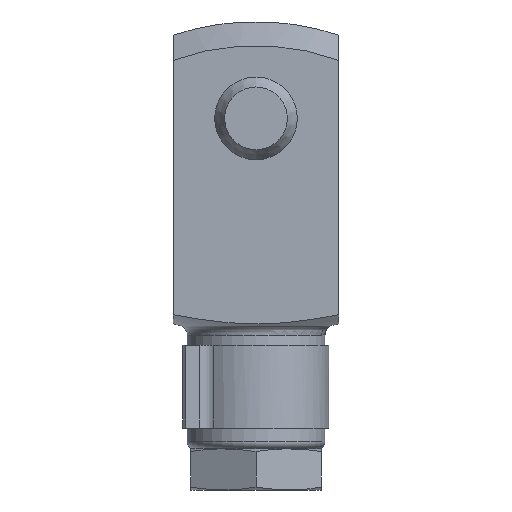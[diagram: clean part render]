
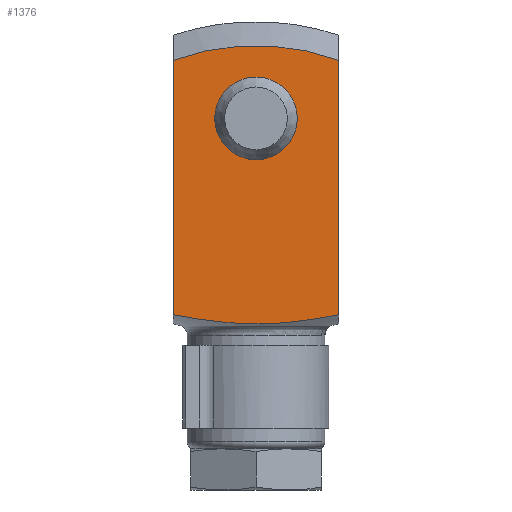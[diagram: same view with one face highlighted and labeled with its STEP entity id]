
A CAD part, left-side view. The second image highlights one B-rep face of the part: STEP entity #1376.
In plain terms, the highlighted face is planar.
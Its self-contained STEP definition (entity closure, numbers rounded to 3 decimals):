
#78=B_SPLINE_CURVE_WITH_KNOTS('',3,(#2114,#2115,#2116,#2117,#2118,#2119,
#2120,#2121),.UNSPECIFIED.,.F.,.F.,(4,1,1,1,1,4),(0.025,0.031,
0.037,0.04,0.043,0.049),
 .UNSPECIFIED.);
#113=LINE('',#2112,#216);
#114=LINE('',#2123,#217);
#216=VECTOR('',#1690,1000.);
#217=VECTOR('',#1691,1000.);
#328=ORIENTED_EDGE('',*,*,#718,.T.);
#329=ORIENTED_EDGE('',*,*,#719,.F.);
#330=ORIENTED_EDGE('',*,*,#720,.F.);
#331=ORIENTED_EDGE('',*,*,#721,.T.);
#332=ORIENTED_EDGE('',*,*,#722,.F.);
#718=EDGE_CURVE('',#913,#913,#1037,.F.);
#719=EDGE_CURVE('',#914,#915,#1038,.F.);
#720=EDGE_CURVE('',#916,#914,#113,.T.);
#721=EDGE_CURVE('',#916,#917,#78,.T.);
#722=EDGE_CURVE('',#915,#917,#114,.T.);
#913=VERTEX_POINT('',#2108);
#914=VERTEX_POINT('',#2110);
#915=VERTEX_POINT('',#2111);
#916=VERTEX_POINT('',#2113);
#917=VERTEX_POINT('',#2122);
#1037=CIRCLE('',#1511,6.);
#1038=CIRCLE('',#1512,34.578);
#1098=EDGE_LOOP('',(#328));
#1099=EDGE_LOOP('',(#329,#330,#331,#332));
#1214=FACE_BOUND('',#1098,.T.);
#1215=FACE_BOUND('',#1099,.T.);
#1327=PLANE('',#1510);
#1376=ADVANCED_FACE('',(#1214,#1215),#1327,.T.);
#1510=AXIS2_PLACEMENT_3D('',#2106,#1684,#1685);
#1511=AXIS2_PLACEMENT_3D('',#2107,#1686,#1687);
#1512=AXIS2_PLACEMENT_3D('',#2109,#1688,#1689);
#1684=DIRECTION('',(1.,0.,0.));
#1685=DIRECTION('',(0.,0.,-1.));
#1686=DIRECTION('',(1.,0.,0.));
#1687=DIRECTION('',(0.,0.,-1.));
#1688=DIRECTION('',(1.,0.,0.));
#1689=DIRECTION('',(0.,0.,-1.));
#1690=DIRECTION('',(0.,0.,1.));
#1691=DIRECTION('',(0.,0.,-1.));
#2106=CARTESIAN_POINT('',(12.,25.,-48.));
#2107=CARTESIAN_POINT('',(12.,0.,0.));
#2108=CARTESIAN_POINT('',(12.,0.,-6.));
#2109=CARTESIAN_POINT('',(12.,0.,-24.));
#2110=CARTESIAN_POINT('',(12.,-12.,8.429));
#2111=CARTESIAN_POINT('',(12.,12.,8.429));
#2112=CARTESIAN_POINT('',(12.,-12.,-48.));
#2113=CARTESIAN_POINT('',(12.,-12.,-28.534));
#2114=CARTESIAN_POINT('',(12.,-12.,-28.534));
#2115=CARTESIAN_POINT('',(12.,-10.034,-28.907));
#2116=CARTESIAN_POINT('',(12.,-6.089,-29.571));
#2117=CARTESIAN_POINT('',(12.,-1.064,-29.937));
#2118=CARTESIAN_POINT('',(12.,3.026,-29.797));
#2119=CARTESIAN_POINT('',(12.,7.045,-29.408));
#2120=CARTESIAN_POINT('',(12.,10.024,-28.909));
#2121=CARTESIAN_POINT('',(12.,12.,-28.534));
#2122=CARTESIAN_POINT('',(12.,12.,-28.534));
#2123=CARTESIAN_POINT('',(12.,12.,15.));
